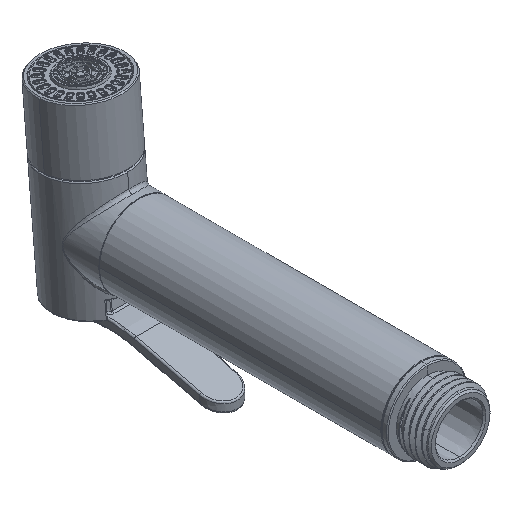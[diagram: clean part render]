
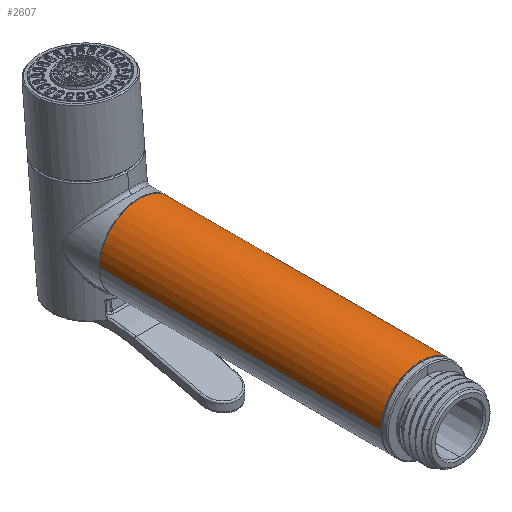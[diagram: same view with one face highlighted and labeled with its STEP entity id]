
A CAD part, isometric view. The second image highlights one B-rep face of the part: STEP entity #2607.
In plain terms, the highlighted cylindrical face has radius 12 mm (diameter 24 mm), a partial arc.
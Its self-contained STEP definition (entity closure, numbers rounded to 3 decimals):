
#2481=DIRECTION('',(0.,1.,0.));
#2482=VECTOR('',#2481,84.6);
#2483=CARTESIAN_POINT('',(-12.,2.,-34.724));
#2484=LINE('',#2483,#2482);
#2485=CARTESIAN_POINT('',(0.,86.6,-34.724));
#2486=DIRECTION('',(0.,1.,0.));
#2487=DIRECTION('',(-1.,0.,0.));
#2488=AXIS2_PLACEMENT_3D('',#2485,#2486,#2487);
#2490=DIRECTION('',(0.,-1.,0.));
#2491=VECTOR('',#2490,84.6);
#2492=CARTESIAN_POINT('',(12.,86.6,-34.724));
#2493=LINE('',#2492,#2491);
#2494=CARTESIAN_POINT('',(0.,2.,
-34.724));
#2495=DIRECTION('',(0.,-1.,0.));
#2496=DIRECTION('',(1.,0.,0.));
#2497=AXIS2_PLACEMENT_3D('',#2494,#2495,#2496);
#2547=CARTESIAN_POINT('',(12.,2.,-34.724));
#2548=CARTESIAN_POINT('',(-12.,2.,-34.724));
#2549=VERTEX_POINT('',#2547);
#2550=VERTEX_POINT('',#2548);
#2551=CARTESIAN_POINT('',(12.,86.6,-34.724));
#2552=VERTEX_POINT('',#2551);
#2553=CARTESIAN_POINT('',(-12.,86.6,-34.724));
#2554=VERTEX_POINT('',#2553);
#2594=CARTESIAN_POINT('',(0.,85.8,-34.724));
#2595=DIRECTION('',(0.,-1.,0.));
#2596=DIRECTION('',(-1.,0.,0.));
#2597=AXIS2_PLACEMENT_3D('',#2594,#2595,#2596);
#2598=CYLINDRICAL_SURFACE('',#2597,12.);
#2599=ORIENTED_EDGE('',*,*,#2580,.T.);
#2601=ORIENTED_EDGE('',*,*,#2600,.T.);
#2602=ORIENTED_EDGE('',*,*,#2576,.T.);
#2604=ORIENTED_EDGE('',*,*,#2603,.T.);
#2605=EDGE_LOOP('',(#2599,#2601,#2602,#2604));
#2606=FACE_OUTER_BOUND('',#2605,.F.);
#2607=ADVANCED_FACE('',(#2606),#2598,.T.);
#2489=CIRCLE('',#2488,12.);
#2498=CIRCLE('',#2497,12.);
#2576=EDGE_CURVE('',#2552,#2549,#2493,.T.);
#2580=EDGE_CURVE('',#2550,#2554,#2484,.T.);
#2600=EDGE_CURVE('',#2554,#2552,#2489,.T.);
#2603=EDGE_CURVE('',#2549,#2550,#2498,.T.);
